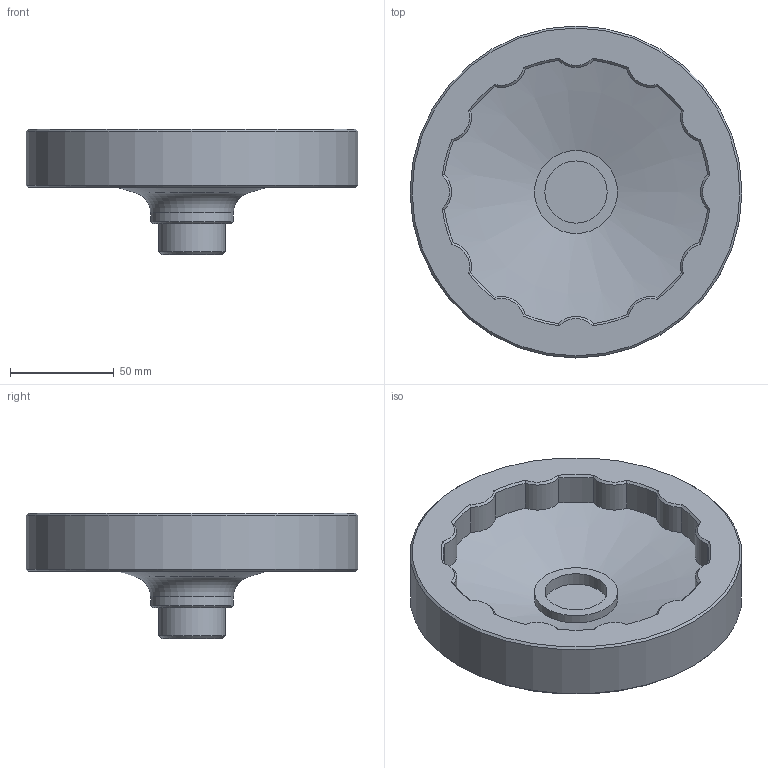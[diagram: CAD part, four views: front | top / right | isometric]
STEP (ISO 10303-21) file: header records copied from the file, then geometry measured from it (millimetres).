
FILE_DESCRIPTION( ( 'Unknown' ), '1' );
FILE_NAME( '6379015_SHA160.stp', 'Unknown', ( 'Unknown' ), ( 'Unknown' ), 'PSStep 11.0', 'Unknown', ' ' );
FILE_SCHEMA( ( 'AUTOMOTIVE_DESIGN { 1 0 10303 214 1 1 1 1 }' ) );
Length unit declared in the file: millimetre
Products named in the file (1): 6379015
Bounding box: 160 x 160 x 60.5 mm (x, y, z)
Volume: 237016.7 mm3; surface area: 91318.9 mm2
Topology: 1 solids, 1 shells, 142 faces, 345 edges, 211 vertices
Faces by surface type: plane 64, cylinder 40, cone 35, torus 2, bspline 1
Full cylindrical faces by diameter (mm): 6 x2, 30 x1, 32 x1, 40 x2, 150.2 x1, 160 x1
Entity records: 5594 total; most frequent: CARTESIAN_POINT 1162, DIRECTION 744, ORIENTED_EDGE 640, EDGE_CURVE 320, AXIS2_PLACEMENT_3D 314, VERTEX_POINT 205, CIRCLE 172, EDGE_LOOP 166
